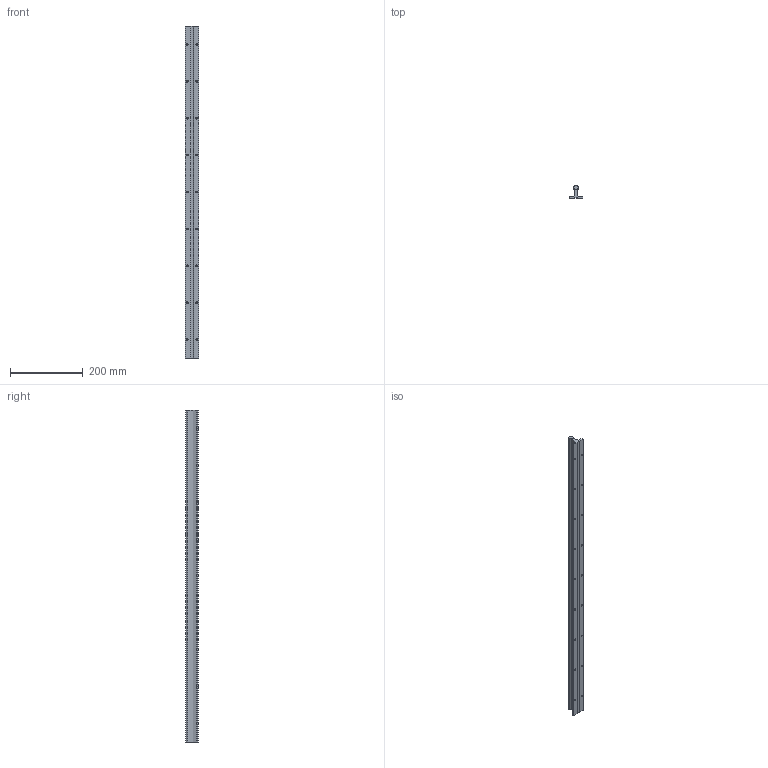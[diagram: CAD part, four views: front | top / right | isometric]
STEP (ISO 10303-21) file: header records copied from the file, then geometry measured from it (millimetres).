
FILE_DESCRIPTION (( 'STEP AP214' ), '1' );
FILE_NAME ('ShaftRailAssembly_F2A95FCA0E.step', '2022-01-14T20:26:43', ( 'localadmin' ), ( 'BOXX Technologies, Inc.' ), 'SwSTEP 2.0', 'SolidWorks 2019', '' );
FILE_SCHEMA (( 'AUTOMOTIVE_DESIGN' ));
Length unit declared in the file: inch
Products named in the file (3): olHbTnqOyH_CADModel_0; ShaftRailAssembly_F2A95FCA0E
Assembly tree (1 placements, depth 2):
  ShaftRailAssembly_F2A95FCA0E
    olHbTnqOyH_CADModel_0
  olHbTnqOyH_CADModel_0
Bounding box: 38.1 x 34.92 x 914.4 mm (x, y, z)
Volume: 518548.8 mm3; surface area: 172123.2 mm2
Topology: 2 solids, 2 shells, 127 faces, 324 edges, 201 vertices
Faces by surface type: cylinder 79, plane 30, cone 18
Entity records: 6039 total; most frequent: CARTESIAN_POINT 1143, DIRECTION 692, ORIENTED_EDGE 612, EDGE_CURVE 306, AXIS2_PLACEMENT_3D 272, VERTEX_POINT 201, EDGE_LOOP 181, VECTOR 148
